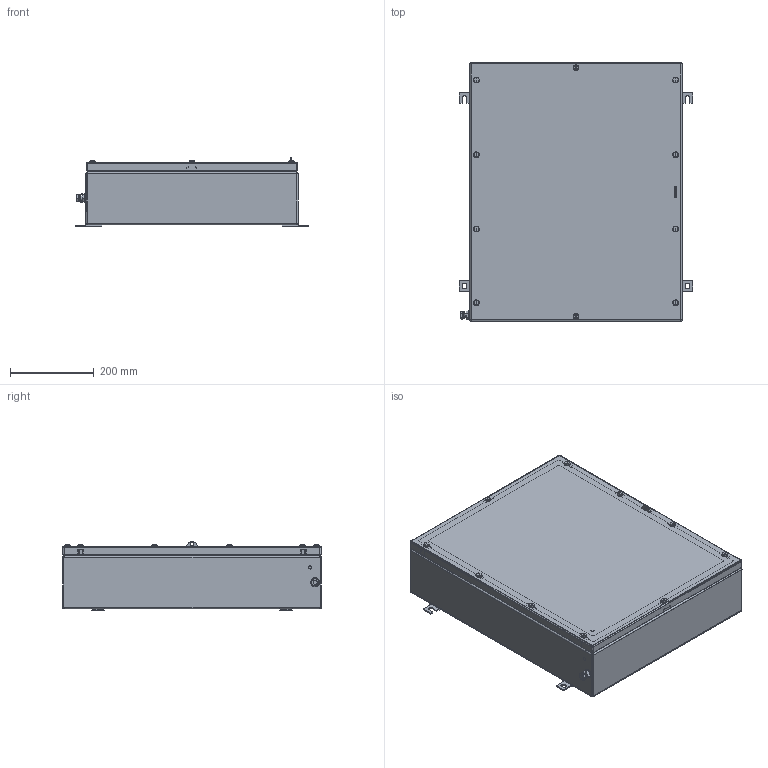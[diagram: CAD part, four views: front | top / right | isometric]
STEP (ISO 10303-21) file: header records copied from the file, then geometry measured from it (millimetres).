
FILE_DESCRIPTION(('CATIA V5 STEP Exchange','CAx-IF Rec.Pracs.--- Model Styling and Organization---1.4--- 2014-01-23'),'2;1');
FILE_NAME ('1523465-3_1_8000108855_8000108855_KTB_MH_625015_S4E0_LD.stp','2023-10-05T07:40:02+00:00',('none'),('Weidmueller'),'CATIA Version 5-6 Release 2016 SP3 HF44','CATIA V5 STEP AP214','none');
FILE_SCHEMA(('AUTOMOTIVE_DESIGN { 1 0 10303 214 1 1 1 1 }'));
Products named in the file (1): 8000108855 KTB MH 625015 S4E0
Bounding box: 559 x 620 x 165 mm (x, y, z)
Volume: 1771876.9 mm3; surface area: 2262328.9 mm2
Topology: 52 solids, 52 shells, 1691 faces, 4326 edges, 2759 vertices
Faces by surface type: plane 956, cylinder 565, cone 94, bspline 48, torus 20, sphere 8
Entity records: 55895 total; most frequent: CARTESIAN_POINT 16422, ORIENTED_EDGE 8544, DIRECTION 6980, EDGE_CURVE 4272, VECTOR 2876, LINE 2876, VERTEX_POINT 2759, AXIS2_PLACEMENT_3D 2469
